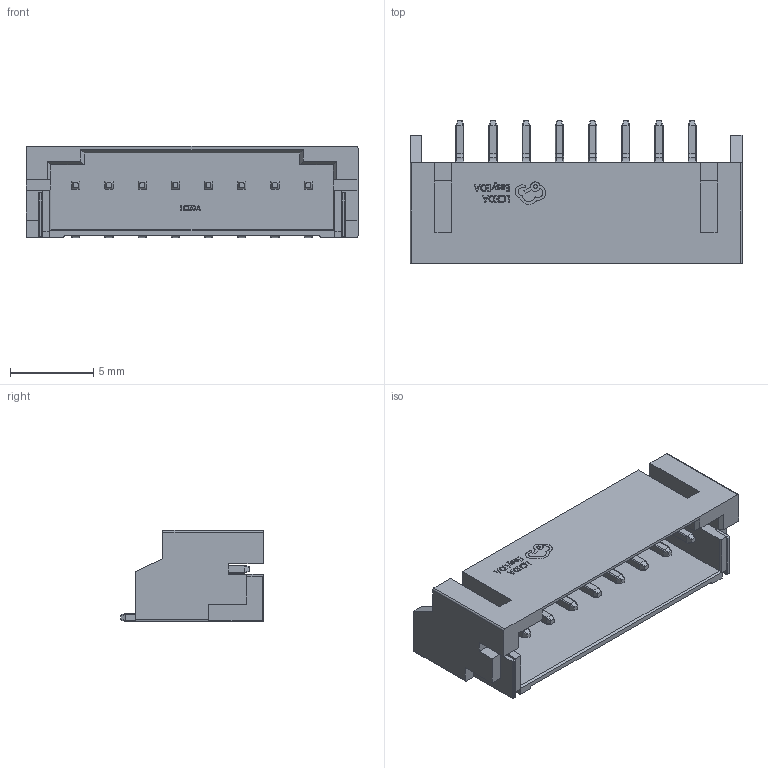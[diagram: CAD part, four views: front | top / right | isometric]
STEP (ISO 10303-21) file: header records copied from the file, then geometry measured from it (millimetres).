
FILE_DESCRIPTION(/* description */ ('Designed by EasyEDA Pro'),/* implementation_level */ '2;1');
FILE_NAME(/* name */ 'CONN-SMD_1x8P-P2.0-H_S8B-PH-SM4-TB-LF-SN.step',/* time_stamp */ '2024-01-01T17:32:00+08:00',/* author */ ('20220615'),/* organization */ ('Open CASCADE'),/* preprocessor_version */ 'ST-DEVELOPER v19',/* originating_system */ 'Autodesk Inventor 2023',/* authorisation */ 'Unknown');
FILE_SCHEMA (('AUTOMOTIVE_DESIGN { 1 0 10303 214 3 1 1 }'));
Length unit declared in the file: millimetre
Products named in the file (4): PCBModel; CN1; CONN-SMD_8P-P2.00_S8B-PH-SM4-TB-LF-SN; COMPOUND
Assembly tree (3 placements, depth 4):
  PCBModel
    CN1
      CONN-SMD_8P-P2.00_S8B-PH-SM4-TB-LF-SN
        COMPOUND
Bounding box: 20 x 8.6 x 5.5 mm (x, y, z)
Volume: 255.1 mm3; surface area: 998.8 mm2
Topology: 24 solids, 24 shells, 935 faces, 2367 edges, 1480 vertices
Faces by surface type: plane 535, cylinder 220, bspline 112, torus 64, sphere 4
Entity records: 30076 total; most frequent: CARTESIAN_POINT 6625, ORIENTED_EDGE 4726, DIRECTION 4527, EDGE_CURVE 2363, LINE 1579, VECTOR 1579, VERTEX_POINT 1480, AXIS2_PLACEMENT_3D 1474
